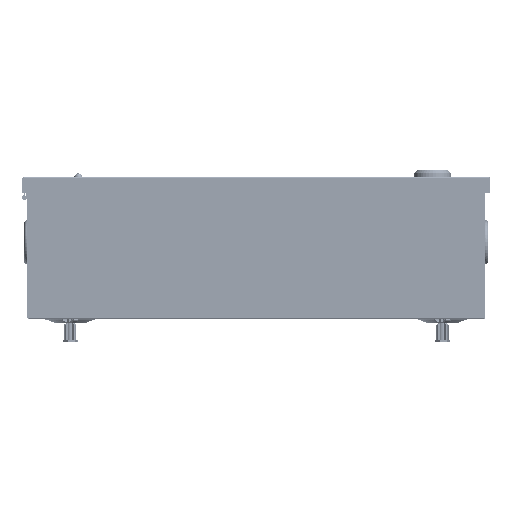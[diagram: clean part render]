
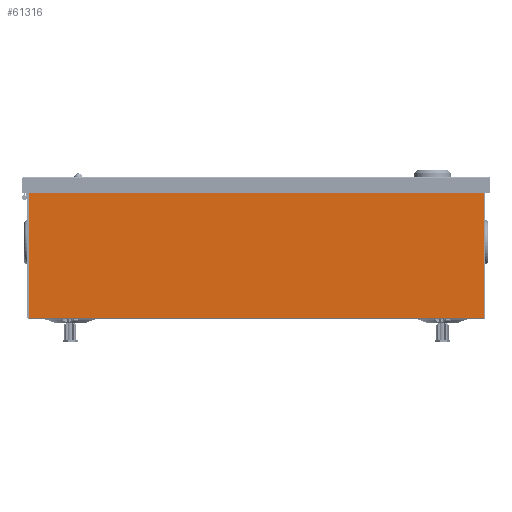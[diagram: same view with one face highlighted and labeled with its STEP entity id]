
A CAD part, front view. The second image highlights one B-rep face of the part: STEP entity #61316.
In plain terms, the highlighted planar face has unit normal (0, -1, 0).
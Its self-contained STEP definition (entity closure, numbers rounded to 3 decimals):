
#3334 = VECTOR ( 'NONE', #217723, 1000. ) ;
#6024 = EDGE_CURVE ( 'NONE', #155935, #174789, #48898, .T. ) ;
#7127 = DIRECTION ( 'NONE',  ( -1., 0., 0. ) ) ;
#15932 = CARTESIAN_POINT ( 'NONE',  ( 138.6, -194., 83.3 ) ) ;
#23005 = VERTEX_POINT ( 'NONE', #52867 ) ;
#28599 = ORIENTED_EDGE ( 'NONE', *, *, #229851, .T. ) ;
#48898 = LINE ( 'NONE', #121849, #73896 ) ;
#52867 = CARTESIAN_POINT ( 'NONE',  ( -138.6, -194., 0.1 ) ) ;
#59221 = CARTESIAN_POINT ( 'NONE',  ( 138.6, -194., 83.3 ) ) ;
#61316 = ADVANCED_FACE ( 'NONE', ( #145423 ), #144253, .F. ) ;
#73896 = VECTOR ( 'NONE', #158820, 1000. ) ;
#80950 = LINE ( 'NONE', #151527, #100116 ) ;
#90502 = DIRECTION ( 'NONE',  ( 0., 0., 1. ) ) ;
#96675 = CARTESIAN_POINT ( 'NONE',  ( -138.6, -194., 0.1 ) ) ;
#100116 = VECTOR ( 'NONE', #155072, 1000. ) ;
#102029 = VERTEX_POINT ( 'NONE', #132538 ) ;
#107207 = CARTESIAN_POINT ( 'NONE',  ( 0., -194., 0. ) ) ;
#121849 = CARTESIAN_POINT ( 'NONE',  ( 138.6, -194., 0. ) ) ;
#125752 = AXIS2_PLACEMENT_3D ( 'NONE', #107207, #180064, #90502 ) ;
#130560 = LINE ( 'NONE', #15932, #3334 ) ;
#132538 = CARTESIAN_POINT ( 'NONE',  ( -138.6, -194., 83.3 ) ) ;
#144253 = PLANE ( 'NONE',  #125752 ) ;
#145423 = FACE_OUTER_BOUND ( 'NONE', #206088, .T. ) ;
#146957 = ORIENTED_EDGE ( 'NONE', *, *, #226870, .T. ) ;
#150735 = CARTESIAN_POINT ( 'NONE',  ( 138.6, -194., 0.1 ) ) ;
#151527 = CARTESIAN_POINT ( 'NONE',  ( -138.6, -194., 0. ) ) ;
#155072 = DIRECTION ( 'NONE',  ( 0., 0., -1. ) ) ;
#155935 = VERTEX_POINT ( 'NONE', #150735 ) ;
#158820 = DIRECTION ( 'NONE',  ( 0., 0., 1. ) ) ;
#161566 = ORIENTED_EDGE ( 'NONE', *, *, #6024, .T. ) ;
#170207 = VECTOR ( 'NONE', #7127, 1000. ) ;
#174789 = VERTEX_POINT ( 'NONE', #59221 ) ;
#180064 = DIRECTION ( 'NONE',  ( 0., 1., 0. ) ) ;
#187440 = LINE ( 'NONE', #96675, #170207 ) ;
#190824 = ORIENTED_EDGE ( 'NONE', *, *, #208563, .F. ) ;
#206088 = EDGE_LOOP ( 'NONE', ( #146957, #28599, #190824, #161566 ) ) ;
#208563 = EDGE_CURVE ( 'NONE', #155935, #23005, #187440, .T. ) ;
#217723 = DIRECTION ( 'NONE',  ( -1., 0., 0. ) ) ;
#226870 = EDGE_CURVE ( 'NONE', #174789, #102029, #130560, .T. ) ;
#229851 = EDGE_CURVE ( 'NONE', #102029, #23005, #80950, .T. ) ;
